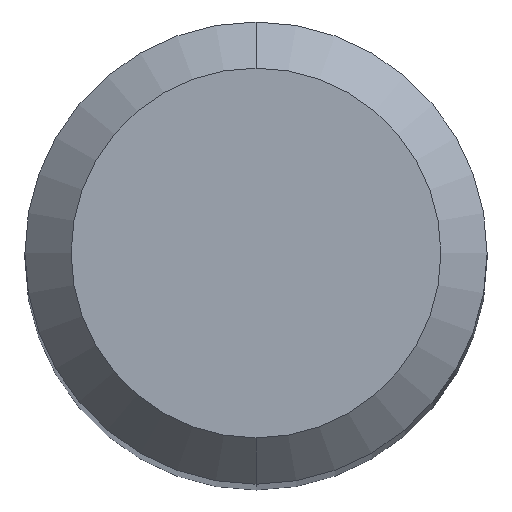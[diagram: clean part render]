
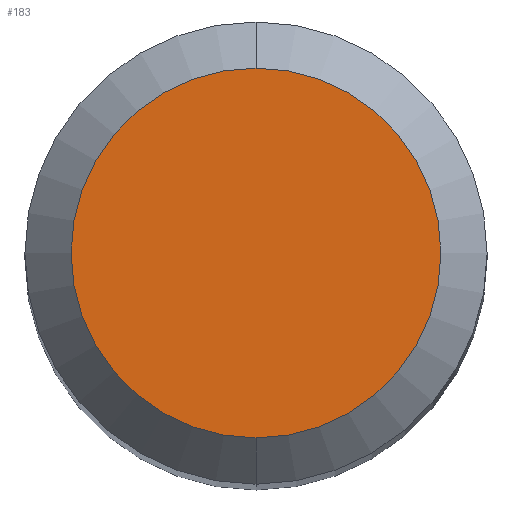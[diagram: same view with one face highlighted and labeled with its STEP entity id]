
A CAD part, top view. The second image highlights one B-rep face of the part: STEP entity #183.
In plain terms, the highlighted planar face has unit normal (0, 0, 1).
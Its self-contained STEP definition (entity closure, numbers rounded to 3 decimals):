
#121=VERTEX_POINT('',#277);
#133=EDGE_CURVE('',#121,#179,#290,.T.);
#147=EDGE_CURVE('',#179,#121,#305,.T.);
#179=VERTEX_POINT('',#338);
#183=ADVANCED_FACE('',(#342),#343,.T.);
#277=CARTESIAN_POINT('',(0.,-1.2,0.0));
#290=CIRCLE('',#460,1.2);
#305=CIRCLE('',#483,1.2);
#338=CARTESIAN_POINT('',(0.0,1.2,0.0));
#342=FACE_OUTER_BOUND('',#531,.T.);
#343=PLANE('',#532);
#460=AXIS2_PLACEMENT_3D('',#656,#657,#658);
#483=AXIS2_PLACEMENT_3D('',#673,#674,#675);
#531=EDGE_LOOP('',(#707,#708));
#532=AXIS2_PLACEMENT_3D('',#709,#710,#711);
#656=CARTESIAN_POINT('',(0.0,0.0,0.0));
#657=DIRECTION('',(0.0,0.0,-1.0));
#658=DIRECTION('',(0.0,1.0,0.0));
#673=CARTESIAN_POINT('',(0.0,0.0,0.0));
#674=DIRECTION('',(0.0,0.0,-1.0));
#675=DIRECTION('',(0.0,1.0,0.0));
#707=ORIENTED_EDGE('',*,*,#147,.F.);
#708=ORIENTED_EDGE('',*,*,#133,.F.);
#709=CARTESIAN_POINT('',(0.0,0.6,0.0));
#710=DIRECTION('',(-0.0,0.0,1.0));
#711=DIRECTION('',(0.0,-1.0,0.0));
